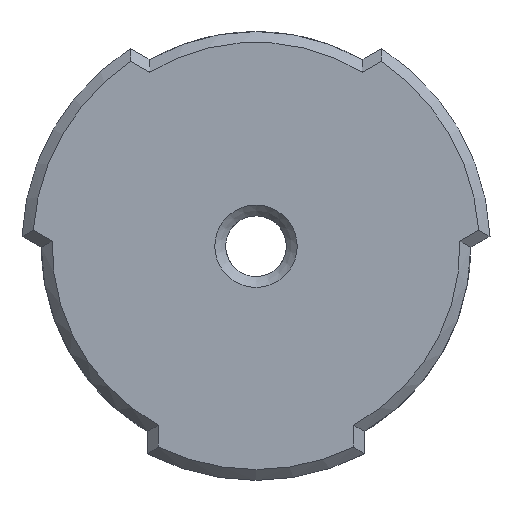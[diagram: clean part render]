
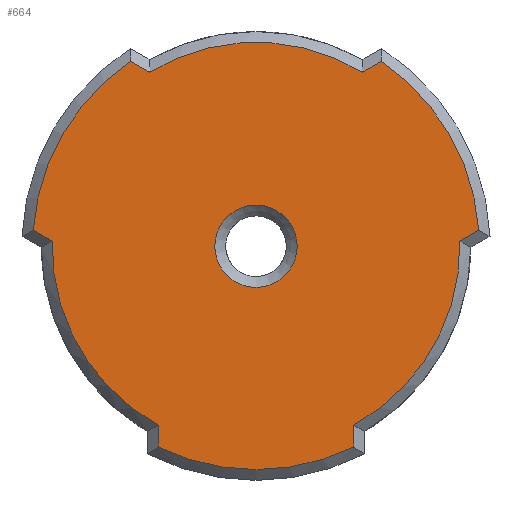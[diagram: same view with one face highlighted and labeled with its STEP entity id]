
A CAD part, top view. The second image highlights one B-rep face of the part: STEP entity #664.
In plain terms, the highlighted planar face has unit normal (0, 0, 1).
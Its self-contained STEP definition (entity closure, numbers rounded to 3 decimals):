
#83=CIRCLE('',#734,1.9);
#84=CIRCLE('',#735,9.4);
#85=CIRCLE('',#736,10.3);
#86=CIRCLE('',#737,9.4);
#87=CIRCLE('',#738,10.3);
#88=CIRCLE('',#739,9.4);
#89=CIRCLE('',#740,10.3);
#136=ORIENTED_EDGE('',*,*,#330,.T.);
#137=ORIENTED_EDGE('',*,*,#331,.T.);
#138=ORIENTED_EDGE('',*,*,#332,.T.);
#139=ORIENTED_EDGE('',*,*,#333,.T.);
#140=ORIENTED_EDGE('',*,*,#334,.T.);
#141=ORIENTED_EDGE('',*,*,#335,.T.);
#142=ORIENTED_EDGE('',*,*,#336,.T.);
#143=ORIENTED_EDGE('',*,*,#337,.T.);
#144=ORIENTED_EDGE('',*,*,#338,.T.);
#145=ORIENTED_EDGE('',*,*,#339,.T.);
#146=ORIENTED_EDGE('',*,*,#340,.T.);
#147=ORIENTED_EDGE('',*,*,#341,.T.);
#148=ORIENTED_EDGE('',*,*,#342,.T.);
#330=EDGE_CURVE('',#425,#425,#83,.T.);
#331=EDGE_CURVE('',#426,#427,#84,.F.);
#332=EDGE_CURVE('',#427,#428,#472,.T.);
#333=EDGE_CURVE('',#428,#429,#85,.F.);
#334=EDGE_CURVE('',#429,#430,#473,.T.);
#335=EDGE_CURVE('',#430,#431,#86,.F.);
#336=EDGE_CURVE('',#431,#432,#474,.T.);
#337=EDGE_CURVE('',#432,#433,#87,.F.);
#338=EDGE_CURVE('',#433,#434,#475,.T.);
#339=EDGE_CURVE('',#434,#435,#88,.F.);
#340=EDGE_CURVE('',#435,#436,#476,.T.);
#341=EDGE_CURVE('',#436,#437,#89,.F.);
#342=EDGE_CURVE('',#437,#426,#477,.T.);
#425=VERTEX_POINT('',#1072);
#426=VERTEX_POINT('',#1074);
#427=VERTEX_POINT('',#1075);
#428=VERTEX_POINT('',#1077);
#429=VERTEX_POINT('',#1079);
#430=VERTEX_POINT('',#1081);
#431=VERTEX_POINT('',#1083);
#432=VERTEX_POINT('',#1085);
#433=VERTEX_POINT('',#1087);
#434=VERTEX_POINT('',#1089);
#435=VERTEX_POINT('',#1091);
#436=VERTEX_POINT('',#1093);
#437=VERTEX_POINT('',#1095);
#472=LINE('',#1076,#514);
#473=LINE('',#1080,#515);
#474=LINE('',#1084,#516);
#475=LINE('',#1088,#517);
#476=LINE('',#1092,#518);
#477=LINE('',#1096,#519);
#514=VECTOR('',#843,1000.);
#515=VECTOR('',#846,1000.);
#516=VECTOR('',#849,1000.);
#517=VECTOR('',#852,1000.);
#518=VECTOR('',#855,1000.);
#519=VECTOR('',#858,1000.);
#550=EDGE_LOOP('',(#136));
#551=EDGE_LOOP('',(#137,#138,#139,#140,#141,#142,#143,#144,#145,#146,#147,
#148));
#596=FACE_BOUND('',#550,.T.);
#597=FACE_BOUND('',#551,.T.);
#636=PLANE('',#733);
#664=ADVANCED_FACE('',(#596,#597),#636,.F.);
#733=AXIS2_PLACEMENT_3D('',#1070,#837,#838);
#734=AXIS2_PLACEMENT_3D('',#1071,#839,#840);
#735=AXIS2_PLACEMENT_3D('',#1073,#841,#842);
#736=AXIS2_PLACEMENT_3D('',#1078,#844,#845);
#737=AXIS2_PLACEMENT_3D('',#1082,#847,#848);
#738=AXIS2_PLACEMENT_3D('',#1086,#850,#851);
#739=AXIS2_PLACEMENT_3D('',#1090,#853,#854);
#740=AXIS2_PLACEMENT_3D('',#1094,#856,#857);
#837=DIRECTION('',(0.,0.,-1.));
#838=DIRECTION('',(0.,1.,0.));
#839=DIRECTION('',(0.,0.,-1.));
#840=DIRECTION('',(-1.,0.,0.));
#841=DIRECTION('',(0.,0.,-1.));
#842=DIRECTION('',(-1.,0.,0.));
#843=DIRECTION('',(0.5,-0.866,0.));
#844=DIRECTION('',(0.,0.,-1.));
#845=DIRECTION('',(-1.,0.,0.));
#846=DIRECTION('',(-0.5,0.866,0.));
#847=DIRECTION('',(0.,0.,-1.));
#848=DIRECTION('',(-1.,0.,0.));
#849=DIRECTION('',(0.5,0.866,0.));
#850=DIRECTION('',(0.,0.,-1.));
#851=DIRECTION('',(-1.,0.,0.));
#852=DIRECTION('',(-0.5,-0.866,0.));
#853=DIRECTION('',(0.,0.,-1.));
#854=DIRECTION('',(-1.,0.,0.));
#855=DIRECTION('',(-1.,0.,0.));
#856=DIRECTION('',(0.,0.,-1.));
#857=DIRECTION('',(-1.,0.,0.));
#858=DIRECTION('',(1.,0.,0.));
#1070=CARTESIAN_POINT('',(0.,0.,-0.001));
#1071=CARTESIAN_POINT('',(0.,0.,-0.001));
#1072=CARTESIAN_POINT('',(-1.9,0.,-0.001));
#1073=CARTESIAN_POINT('',(0.,0.,-0.001));
#1074=CARTESIAN_POINT('',(-8.253,-4.5,-0.001));
#1075=CARTESIAN_POINT('',(0.229,-9.397,-0.001));
#1076=CARTESIAN_POINT('',(-3.897,-2.25,-0.001));
#1077=CARTESIAN_POINT('',(0.735,-10.274,-0.001));
#1078=CARTESIAN_POINT('',(0.,0.,-0.001));
#1079=CARTESIAN_POINT('',(8.53,-5.774,-0.001));
#1080=CARTESIAN_POINT('',(3.897,2.25,-0.001));
#1081=CARTESIAN_POINT('',(8.024,-4.897,-0.001));
#1082=CARTESIAN_POINT('',(0.,0.,-0.001));
#1083=CARTESIAN_POINT('',(8.024,4.897,-0.001));
#1084=CARTESIAN_POINT('',(3.897,-2.25,-0.001));
#1085=CARTESIAN_POINT('',(8.53,5.774,-0.001));
#1086=CARTESIAN_POINT('',(0.,0.,-0.001));
#1087=CARTESIAN_POINT('',(0.735,10.274,-0.001));
#1088=CARTESIAN_POINT('',(-3.897,2.25,-0.001));
#1089=CARTESIAN_POINT('',(0.229,9.397,-0.001));
#1090=CARTESIAN_POINT('',(0.,0.,-0.001));
#1091=CARTESIAN_POINT('',(-8.253,4.5,-0.001));
#1092=CARTESIAN_POINT('',(0.,4.5,-0.001));
#1093=CARTESIAN_POINT('',(-9.265,4.5,-0.001));
#1094=CARTESIAN_POINT('',(0.,0.,-0.001));
#1095=CARTESIAN_POINT('',(-9.265,-4.5,-0.001));
#1096=CARTESIAN_POINT('',(0.,-4.5,-0.001));
